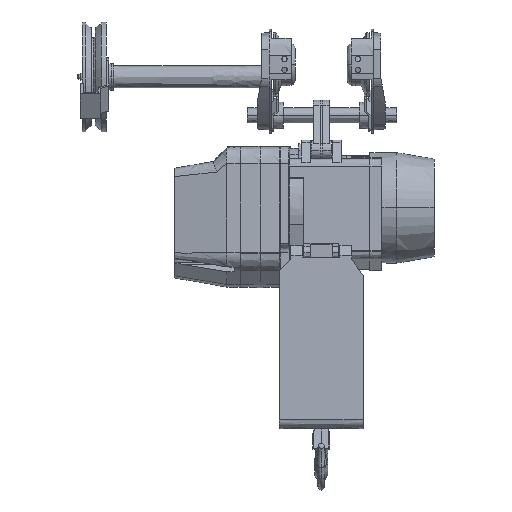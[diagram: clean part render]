
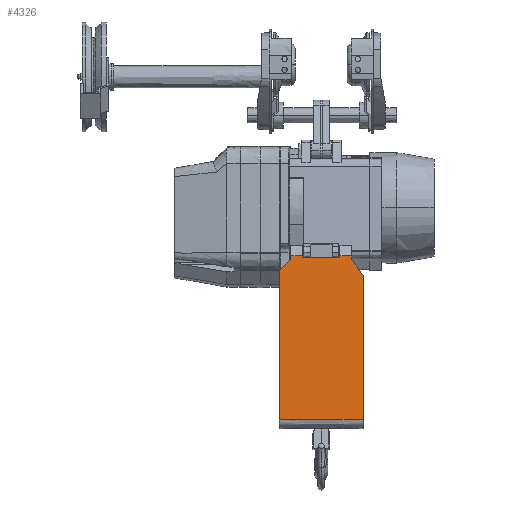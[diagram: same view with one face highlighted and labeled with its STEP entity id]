
A CAD part, left-side view. The second image highlights one B-rep face of the part: STEP entity #4326.
In plain terms, the highlighted free-form (B-spline) face has degree [3, 3] with [4, 4] control points.
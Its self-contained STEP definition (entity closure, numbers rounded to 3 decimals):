
#4326=ADVANCED_FACE('',(#8384),#8385,.T.);
#8384=FACE_OUTER_BOUND('',#39807,.T.);
#8385=B_SPLINE_SURFACE_WITH_KNOTS('',3,3,((#39808,#39809,#39810,#39811),(#39812,#39813,#39814,#39815),(#39816,#39817,#39818,#39819),(#39820,#39821,#39822,#39823)),.UNSPECIFIED.,.F.,.F.,.F.,(4,4),(4,4),(0.,1.),(0.,1.),.UNSPECIFIED.);
#39807=EDGE_LOOP('',(#47749,#47750,#47751,#47752,#47753,#47754,#47755,#47756,#47757,#47758,#47759,#47760));
#39808=CARTESIAN_POINT('',(83.677,-330.215,-70.));
#39809=CARTESIAN_POINT('',(83.677,-330.215,-23.333));
#39810=CARTESIAN_POINT('',(83.677,-330.215,23.333));
#39811=CARTESIAN_POINT('',(83.677,-330.215,70.));
#39812=CARTESIAN_POINT('',(78.924,-239.516,-70.));
#39813=CARTESIAN_POINT('',(78.924,-239.516,-23.333));
#39814=CARTESIAN_POINT('',(78.924,-239.516,23.333));
#39815=CARTESIAN_POINT('',(78.924,-239.516,70.));
#39816=CARTESIAN_POINT('',(74.17,-148.816,-70.));
#39817=CARTESIAN_POINT('',(74.17,-148.816,-23.333));
#39818=CARTESIAN_POINT('',(74.17,-148.816,23.333));
#39819=CARTESIAN_POINT('',(74.17,-148.816,70.));
#39820=CARTESIAN_POINT('',(69.417,-58.117,-70.));
#39821=CARTESIAN_POINT('',(69.417,-58.117,-23.333));
#39822=CARTESIAN_POINT('',(69.417,-58.117,23.333));
#39823=CARTESIAN_POINT('',(69.417,-58.117,70.));
#47749=ORIENTED_EDGE('',*,*,#51521,.F.);
#47750=ORIENTED_EDGE('',*,*,#50864,.T.);
#47751=ORIENTED_EDGE('',*,*,#52324,.T.);
#47752=ORIENTED_EDGE('',*,*,#50951,.T.);
#47753=ORIENTED_EDGE('',*,*,#50761,.T.);
#47754=ORIENTED_EDGE('',*,*,#52258,.T.);
#47755=ORIENTED_EDGE('',*,*,#50277,.T.);
#47756=ORIENTED_EDGE('',*,*,#51235,.F.);
#47757=ORIENTED_EDGE('',*,*,#52247,.F.);
#47758=ORIENTED_EDGE('',*,*,#51291,.F.);
#47759=ORIENTED_EDGE('',*,*,#50801,.F.);
#47760=ORIENTED_EDGE('',*,*,#50511,.F.);
#50277=EDGE_CURVE('',#56362,#56360,#56363,.T.);
#50511=EDGE_CURVE('',#56698,#56701,#56702,.T.);
#50761=EDGE_CURVE('',#57046,#57047,#57048,.T.);
#50801=EDGE_CURVE('',#56701,#57104,#57105,.T.);
#50864=EDGE_CURVE('',#57189,#57187,#57190,.T.);
#50951=EDGE_CURVE('',#57303,#57046,#57304,.T.);
#51235=EDGE_CURVE('',#57674,#56360,#57675,.T.);
#51291=EDGE_CURVE('',#57104,#57741,#57745,.T.);
#51521=EDGE_CURVE('',#57189,#56698,#58028,.T.);
#52247=EDGE_CURVE('',#57741,#57674,#58840,.T.);
#52258=EDGE_CURVE('',#57047,#56362,#58851,.T.);
#52324=EDGE_CURVE('',#57187,#57303,#58917,.T.);
#56360=VERTEX_POINT('',#66577);
#56362=VERTEX_POINT('',#66580);
#56363=LINE('',#66581,#66582);
#56698=VERTEX_POINT('',#67239);
#56701=VERTEX_POINT('',#67243);
#56702=LINE('',#67244,#67245);
#57046=VERTEX_POINT('',#67901);
#57047=VERTEX_POINT('',#67902);
#57048=LINE('',#67903,#67904);
#57104=VERTEX_POINT('',#68012);
#57105=LINE('',#68013,#68014);
#57187=VERTEX_POINT('',#68159);
#57189=VERTEX_POINT('',#68161);
#57190=LINE('',#68162,#68163);
#57303=VERTEX_POINT('',#68462);
#57304=LINE('',#68463,#68464);
#57674=VERTEX_POINT('',#69111);
#57675=LINE('',#69112,#69113);
#57741=VERTEX_POINT('',#69273);
#57745=LINE('',#69279,#69280);
#58028=LINE('',#69880,#69881);
#58840=LINE('',#71414,#71415);
#58851=LINE('',#71426,#71427);
#58917=LINE('',#71537,#71538);
#66577=CARTESIAN_POINT('',(69.552,-60.7,-31.));
#66580=CARTESIAN_POINT('',(69.417,-58.117,-31.));
#66581=CARTESIAN_POINT('',(69.417,-58.117,-31.));
#66582=VECTOR('',#74253,1.);
#67239=CARTESIAN_POINT('',(70.732,-83.202,70.));
#67243=CARTESIAN_POINT('',(69.741,-64.3,51.));
#67244=CARTESIAN_POINT('',(70.732,-83.202,70.));
#67245=VECTOR('',#74517,1.);
#67901=CARTESIAN_POINT('',(69.741,-64.299,-51.));
#67902=CARTESIAN_POINT('',(69.417,-58.117,-51.));
#67903=CARTESIAN_POINT('',(69.741,-64.299,-51.));
#67904=VECTOR('',#74768,1.);
#68012=CARTESIAN_POINT('',(69.417,-58.117,51.));
#68013=CARTESIAN_POINT('',(69.741,-64.3,51.));
#68014=VECTOR('',#74803,1.);
#68159=CARTESIAN_POINT('',(83.677,-330.215,-70.));
#68161=CARTESIAN_POINT('',(83.677,-330.215,70.));
#68162=CARTESIAN_POINT('',(83.677,-330.215,70.));
#68163=VECTOR('',#74886,1.);
#68462=CARTESIAN_POINT('',(71.124,-90.7,-70.));
#68463=CARTESIAN_POINT('',(71.124,-90.7,-70.));
#68464=VECTOR('',#74952,1.);
#69111=CARTESIAN_POINT('',(69.552,-60.7,31.));
#69112=CARTESIAN_POINT('',(69.552,-60.7,31.));
#69113=VECTOR('',#75235,1.);
#69273=CARTESIAN_POINT('',(69.417,-58.117,31.));
#69279=CARTESIAN_POINT('',(69.417,-58.117,51.));
#69280=VECTOR('',#75285,1.);
#69880=CARTESIAN_POINT('',(83.677,-330.215,70.));
#69881=VECTOR('',#75509,1.);
#71414=CARTESIAN_POINT('',(69.417,-58.117,31.));
#71415=VECTOR('',#76025,1.);
#71426=CARTESIAN_POINT('',(69.417,-58.117,-51.));
#71427=VECTOR('',#76029,1.);
#71537=CARTESIAN_POINT('',(83.677,-330.215,-70.));
#71538=VECTOR('',#76045,1.);
#74253=DIRECTION('',(0.052,-0.999,0.));
#74517=DIRECTION('',(-0.037,0.705,-0.708));
#74768=DIRECTION('',(-0.052,0.999,0.));
#74803=DIRECTION('',(-0.052,0.999,0.));
#74886=DIRECTION('',(0.,0.,-1.));
#74952=DIRECTION('',(-0.042,0.811,0.584));
#75235=DIRECTION('',(0.,0.,-1.));
#75285=DIRECTION('',(0.,0.,-1.));
#75509=DIRECTION('',(-0.052,0.999,0.));
#76025=DIRECTION('',(0.052,-0.999,0.));
#76029=DIRECTION('',(0.,0.,1.));
#76045=DIRECTION('',(-0.052,0.999,0.));
